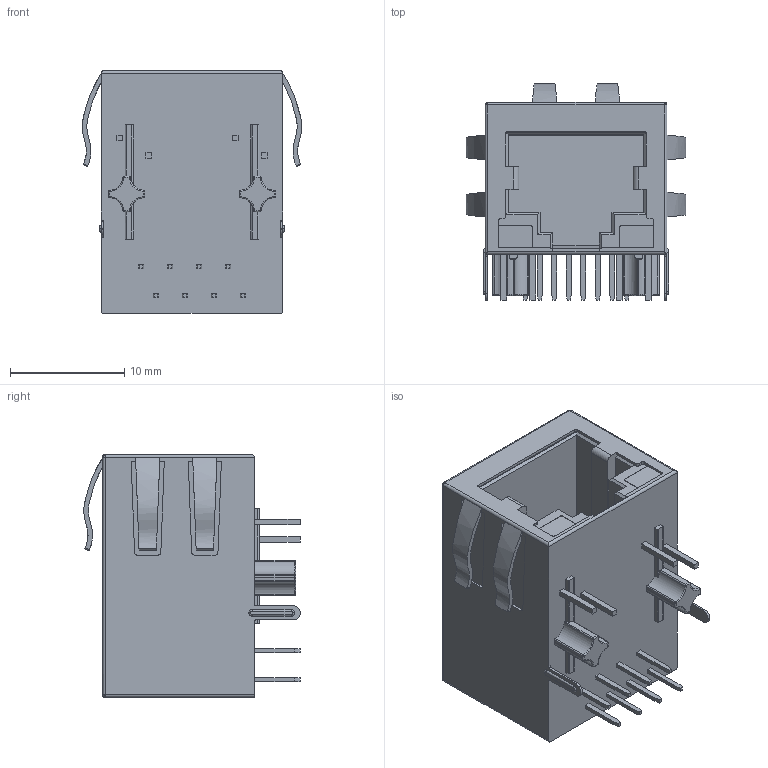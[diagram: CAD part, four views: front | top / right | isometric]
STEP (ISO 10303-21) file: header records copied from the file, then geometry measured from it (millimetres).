
FILE_DESCRIPTION (( 'STEP AP214' ), '1' );
FILE_NAME ('TMJ4011ABNL.STEP', '2022-11-04T11:02:56', ( '' ), ( '' ), 'SwSTEP 2.0', 'SolidWorks 2022', '' );
FILE_SCHEMA (( 'AUTOMOTIVE_DESIGN' ));
Length unit declared in the file: millimetre
Products named in the file (1): TMJ4011ABNL
Bounding box: 19.22 x 18.94 x 21.25 mm (x, y, z)
Volume: 3641.2 mm3; surface area: 2540.8 mm2
Topology: 1 solids, 1 shells, 733 faces, 1918 edges, 1248 vertices
Faces by surface type: plane 461, bspline 127, cylinder 105, sphere 24, torus 16
Entity records: 29281 total; most frequent: CARTESIAN_POINT 11926, ORIENTED_EDGE 3836, DIRECTION 3106, EDGE_CURVE 1918, VECTOR 1384, LINE 1384, VERTEX_POINT 1248, AXIS2_PLACEMENT_3D 861
